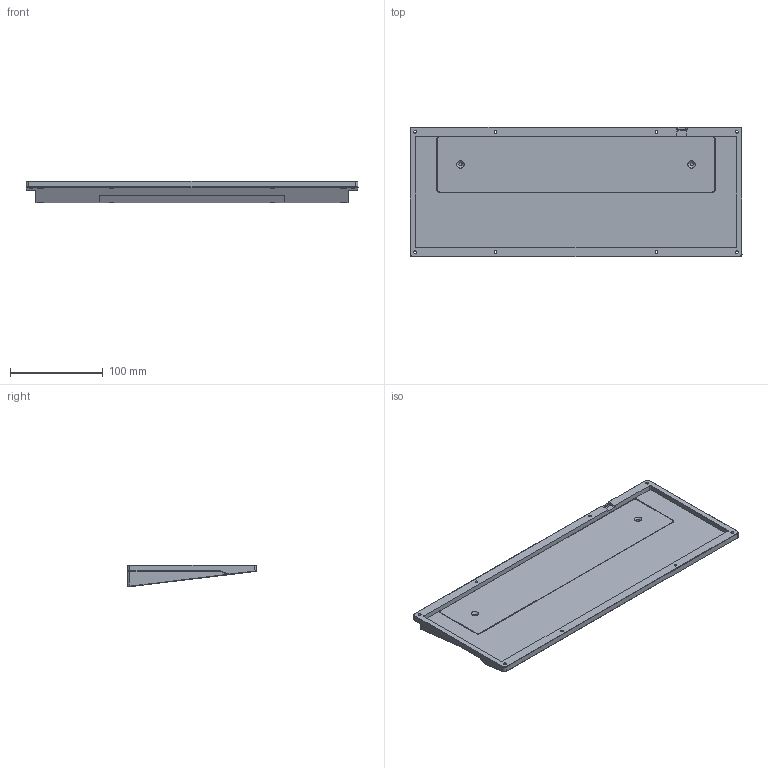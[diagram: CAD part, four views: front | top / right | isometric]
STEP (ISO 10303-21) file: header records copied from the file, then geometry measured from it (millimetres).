
FILE_DESCRIPTION(/* description */ (''),/* implementation_level */ '2;1');
FILE_NAME(/* name */ 'babyrage80 bottom.step',/* time_stamp */ '2021-11-21T13:25:51-05:00',/* author */ (''),/* organization */ (''),/* preprocessor_version */ 'ST-DEVELOPER v18.1',/* originating_system */ 'Autodesk Translation Framework v10.10.0.1391',/* authorisation */ '');
FILE_SCHEMA (('AUTOMOTIVE_DESIGN { 1 0 10303 214 3 1 1 }'));
Length unit declared in the file: millimetre
Products named in the file (3): babyrage80; BOTTOM; WEIGHT
Assembly tree (2 placements, depth 2):
  babyrage80
    BOTTOM
    WEIGHT
Bounding box: 358.66 x 140.06 x 23.56 mm (x, y, z)
Volume: 506294.6 mm3; surface area: 148669.9 mm2
Topology: 2 solids, 2 shells, 197 faces, 475 edges, 295 vertices
Faces by surface type: plane 88, cylinder 62, bspline 24, cone 23
Full cylindrical faces by diameter (mm): 3 x8, 3.529 x2, 4 x2, 5 x8, 7 x4
Entity records: 6406 total; most frequent: CARTESIAN_POINT 1705, ORIENTED_EDGE 950, DIRECTION 940, EDGE_CURVE 475, AXIS2_PLACEMENT_3D 321, LINE 298, VECTOR 298, VERTEX_POINT 295
